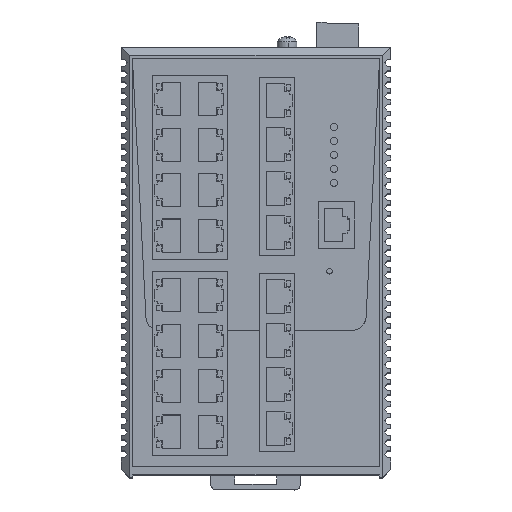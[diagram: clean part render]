
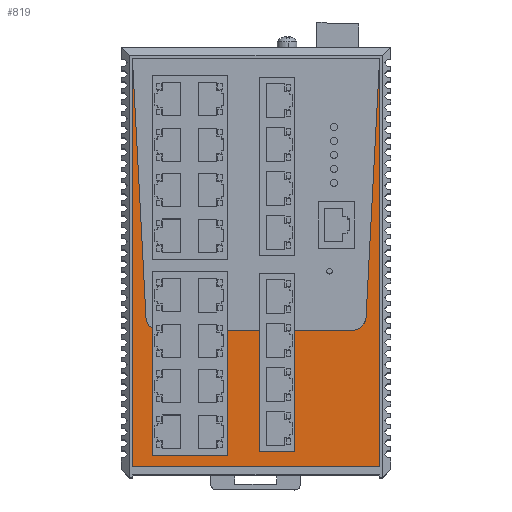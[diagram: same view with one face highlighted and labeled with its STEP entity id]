
A CAD part, top view. The second image highlights one B-rep face of the part: STEP entity #819.
In plain terms, the highlighted planar face has unit normal (0, 0, 1).
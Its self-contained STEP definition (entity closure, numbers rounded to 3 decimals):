
#390=AXIS2_PLACEMENT_3D('Circle Axis2P3D',#388,#389,$) ;
#513=AXIS2_PLACEMENT_3D('Circle Axis2P3D',#511,#512,$) ;
#757=AXIS2_PLACEMENT_3D('Plane Axis2P3D',#754,#755,#756) ;
#360=CARTESIAN_POINT('Vertex',(62.029,56.867,118.9)) ;
#363=CARTESIAN_POINT('Line Origine',(72.292,56.867,118.9)) ;
#367=CARTESIAN_POINT('Vertex',(82.554,56.867,118.9)) ;
#388=CARTESIAN_POINT('Axis2P3D Location',(82.554,61.867,118.9)) ;
#392=CARTESIAN_POINT('Vertex',(87.547,61.605,118.9)) ;
#413=CARTESIAN_POINT('Line Origine',(89.974,107.902,118.9)) ;
#417=CARTESIAN_POINT('Vertex',(92.4,154.2,118.9)) ;
#456=CARTESIAN_POINT('Vertex',(4.,154.2,118.9)) ;
#479=CARTESIAN_POINT('Line Origine',(6.426,107.902,118.9)) ;
#483=CARTESIAN_POINT('Vertex',(8.853,61.605,118.9)) ;
#508=CARTESIAN_POINT('Vertex',(11.073,57.706,118.9)) ;
#511=CARTESIAN_POINT('Axis2P3D Location',(13.846,61.867,118.9)) ;
#524=CARTESIAN_POINT('Line Origine',(11.073,34.91,118.9)) ;
#528=CARTESIAN_POINT('Vertex',(11.073,12.113,118.9)) ;
#594=CARTESIAN_POINT('Vertex',(38.023,56.867,118.9)) ;
#608=CARTESIAN_POINT('Vertex',(38.023,12.113,118.9)) ;
#611=CARTESIAN_POINT('Line Origine',(38.023,34.49,118.9)) ;
#630=CARTESIAN_POINT('Vertex',(49.279,56.867,118.9)) ;
#633=CARTESIAN_POINT('Line Origine',(43.651,56.867,118.9)) ;
#754=CARTESIAN_POINT('Axis2P3D Location',(48.2,81.2,118.9)) ;
#759=CARTESIAN_POINT('Line Origine',(24.548,12.113,118.9)) ;
#764=CARTESIAN_POINT('Line Origine',(4.,81.2,118.9)) ;
#768=CARTESIAN_POINT('Vertex',(4.,8.2,118.9)) ;
#771=CARTESIAN_POINT('Line Origine',(48.2,8.2,118.9)) ;
#775=CARTESIAN_POINT('Vertex',(92.4,8.2,118.9)) ;
#778=CARTESIAN_POINT('Line Origine',(92.4,81.2,118.9)) ;
#783=CARTESIAN_POINT('Line Origine',(62.029,35.196,118.9)) ;
#787=CARTESIAN_POINT('Vertex',(62.029,13.525,118.9)) ;
#790=CARTESIAN_POINT('Line Origine',(55.654,13.525,118.9)) ;
#794=CARTESIAN_POINT('Vertex',(49.279,13.525,118.9)) ;
#797=CARTESIAN_POINT('Line Origine',(49.279,35.196,118.9)) ;
#364=DIRECTION('Vector Direction',(-1.,0.,0.)) ;
#389=DIRECTION('Axis2P3D Direction',(0.,0.,1.)) ;
#414=DIRECTION('Vector Direction',(-0.052,-0.999,0.)) ;
#480=DIRECTION('Vector Direction',(-0.052,0.999,0.)) ;
#512=DIRECTION('Axis2P3D Direction',(0.,0.,1.)) ;
#525=DIRECTION('Vector Direction',(0.,-1.,0.)) ;
#612=DIRECTION('Vector Direction',(0.,1.,0.)) ;
#634=DIRECTION('Vector Direction',(-1.,0.,0.)) ;
#755=DIRECTION('Axis2P3D Direction',(0.,0.,1.)) ;
#756=DIRECTION('Axis2P3D XDirection',(1.,0.,0.)) ;
#760=DIRECTION('Vector Direction',(1.,0.,0.)) ;
#765=DIRECTION('Vector Direction',(0.,-1.,0.)) ;
#772=DIRECTION('Vector Direction',(-1.,0.,0.)) ;
#779=DIRECTION('Vector Direction',(0.,-1.,0.)) ;
#784=DIRECTION('Vector Direction',(0.,1.,0.)) ;
#791=DIRECTION('Vector Direction',(1.,0.,0.)) ;
#798=DIRECTION('Vector Direction',(0.,-1.,0.)) ;
#365=VECTOR('Line Direction',#364,1.) ;
#415=VECTOR('Line Direction',#414,1.) ;
#481=VECTOR('Line Direction',#480,1.) ;
#526=VECTOR('Line Direction',#525,1.) ;
#613=VECTOR('Line Direction',#612,1.) ;
#635=VECTOR('Line Direction',#634,1.) ;
#761=VECTOR('Line Direction',#760,1.) ;
#766=VECTOR('Line Direction',#765,1.) ;
#773=VECTOR('Line Direction',#772,1.) ;
#780=VECTOR('Line Direction',#779,1.) ;
#785=VECTOR('Line Direction',#784,1.) ;
#792=VECTOR('Line Direction',#791,1.) ;
#799=VECTOR('Line Direction',#798,1.) ;
#803=ORIENTED_EDGE('',*,*,#637,.F.) ;
#804=ORIENTED_EDGE('',*,*,#615,.F.) ;
#805=ORIENTED_EDGE('',*,*,#763,.F.) ;
#806=ORIENTED_EDGE('',*,*,#530,.F.) ;
#807=ORIENTED_EDGE('',*,*,#515,.F.) ;
#808=ORIENTED_EDGE('',*,*,#485,.F.) ;
#809=ORIENTED_EDGE('',*,*,#770,.T.) ;
#810=ORIENTED_EDGE('',*,*,#777,.F.) ;
#811=ORIENTED_EDGE('',*,*,#782,.F.) ;
#812=ORIENTED_EDGE('',*,*,#419,.F.) ;
#813=ORIENTED_EDGE('',*,*,#394,.F.) ;
#814=ORIENTED_EDGE('',*,*,#369,.F.) ;
#815=ORIENTED_EDGE('',*,*,#789,.F.) ;
#816=ORIENTED_EDGE('',*,*,#796,.F.) ;
#817=ORIENTED_EDGE('',*,*,#801,.F.) ;
#819=ADVANCED_FACE('SWITCH',(#818),#758,.T.) ;
#391=CIRCLE('generated circle',#390,5.) ;
#514=CIRCLE('generated circle',#513,5.001) ;
#369=EDGE_CURVE('',#361,#368,#366,.F.) ;
#394=EDGE_CURVE('',#368,#393,#391,.T.) ;
#419=EDGE_CURVE('',#393,#418,#416,.F.) ;
#485=EDGE_CURVE('',#457,#484,#482,.F.) ;
#515=EDGE_CURVE('',#484,#509,#514,.T.) ;
#530=EDGE_CURVE('',#509,#529,#527,.T.) ;
#615=EDGE_CURVE('',#609,#595,#614,.T.) ;
#637=EDGE_CURVE('',#595,#631,#636,.F.) ;
#763=EDGE_CURVE('',#529,#609,#762,.T.) ;
#770=EDGE_CURVE('',#457,#769,#767,.T.) ;
#777=EDGE_CURVE('',#776,#769,#774,.T.) ;
#782=EDGE_CURVE('',#418,#776,#781,.T.) ;
#789=EDGE_CURVE('',#788,#361,#786,.T.) ;
#796=EDGE_CURVE('',#795,#788,#793,.T.) ;
#801=EDGE_CURVE('',#631,#795,#800,.T.) ;
#802=EDGE_LOOP('',(#803,#804,#805,#806,#807,#808,#809,#810,#811,#812,#813,#814,#815,#816,#817)) ;
#818=FACE_OUTER_BOUND('',#802,.T.) ;
#366=LINE('Line',#363,#365) ;
#416=LINE('Line',#413,#415) ;
#482=LINE('Line',#479,#481) ;
#527=LINE('Line',#524,#526) ;
#614=LINE('Line',#611,#613) ;
#636=LINE('Line',#633,#635) ;
#762=LINE('Line',#759,#761) ;
#767=LINE('Line',#764,#766) ;
#774=LINE('Line',#771,#773) ;
#781=LINE('Line',#778,#780) ;
#786=LINE('Line',#783,#785) ;
#793=LINE('Line',#790,#792) ;
#800=LINE('Line',#797,#799) ;
#758=PLANE('',#757) ;
#361=VERTEX_POINT('',#360) ;
#368=VERTEX_POINT('',#367) ;
#393=VERTEX_POINT('',#392) ;
#418=VERTEX_POINT('',#417) ;
#457=VERTEX_POINT('',#456) ;
#484=VERTEX_POINT('',#483) ;
#509=VERTEX_POINT('',#508) ;
#529=VERTEX_POINT('',#528) ;
#595=VERTEX_POINT('',#594) ;
#609=VERTEX_POINT('',#608) ;
#631=VERTEX_POINT('',#630) ;
#769=VERTEX_POINT('',#768) ;
#776=VERTEX_POINT('',#775) ;
#788=VERTEX_POINT('',#787) ;
#795=VERTEX_POINT('',#794) ;
